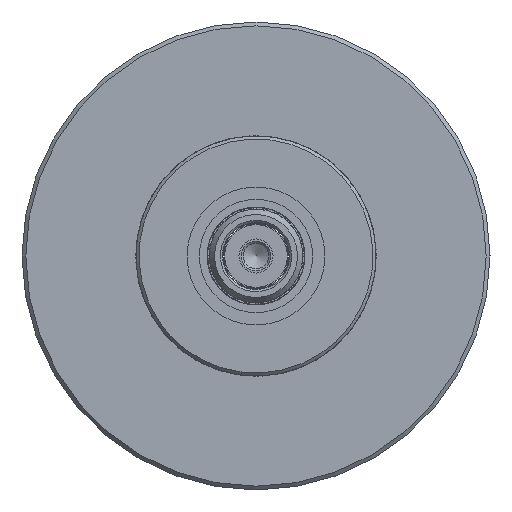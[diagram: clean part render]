
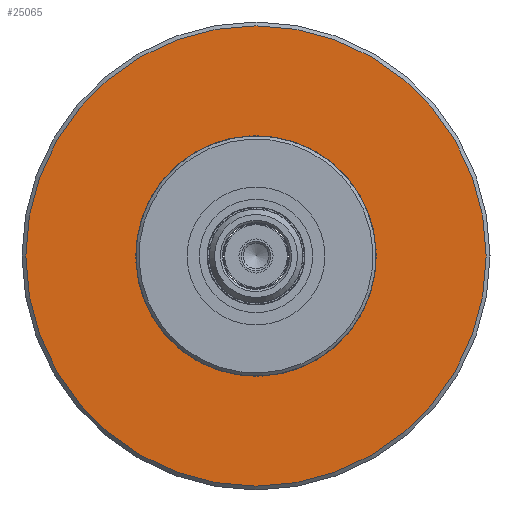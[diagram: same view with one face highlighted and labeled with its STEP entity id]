
A CAD part, front view. The second image highlights one B-rep face of the part: STEP entity #25065.
In plain terms, the highlighted planar face has unit normal (0, -1, 0).
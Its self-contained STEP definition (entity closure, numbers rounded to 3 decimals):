
#5554=PLANE('',#27008);
#6459=ORIENTED_EDGE('',*,*,#14377,.T.);
#6460=ORIENTED_EDGE('',*,*,#14378,.T.);
#14377=EDGE_CURVE('',#18258,#18258,#20135,.T.);
#14378=EDGE_CURVE('',#18259,#18259,#20136,.F.);
#18258=VERTEX_POINT('',#145675);
#18259=VERTEX_POINT('',#145677);
#20135=CIRCLE('',#27009,5.65);
#20136=CIRCLE('',#27010,10.82);
#20633=EDGE_LOOP('',(#6459));
#20634=EDGE_LOOP('',(#6460));
#22626=FACE_BOUND('',#20633,.T.);
#22627=FACE_BOUND('',#20634,.T.);
#25065=ADVANCED_FACE('',(#22626,#22627),#5554,.F.);
#27008=AXIS2_PLACEMENT_3D('',#145673,#28304,#28305);
#27009=AXIS2_PLACEMENT_3D('',#145674,#28306,#28307);
#27010=AXIS2_PLACEMENT_3D('',#145676,#28308,#28309);
#28304=DIRECTION('',(0.,1.,0.));
#28305=DIRECTION('',(0.,0.,1.));
#28306=DIRECTION('',(0.,1.,0.));
#28307=DIRECTION('',(1.,0.,0.));
#28308=DIRECTION('',(0.,1.,0.));
#28309=DIRECTION('',(0.,0.,1.));
#145673=CARTESIAN_POINT('',(0.,14.,0.));
#145674=CARTESIAN_POINT('',(0.,14.,0.));
#145675=CARTESIAN_POINT('',(5.65,14.,0.));
#145676=CARTESIAN_POINT('',(0.,14.,0.));
#145677=CARTESIAN_POINT('',(0.,14.,10.82));
